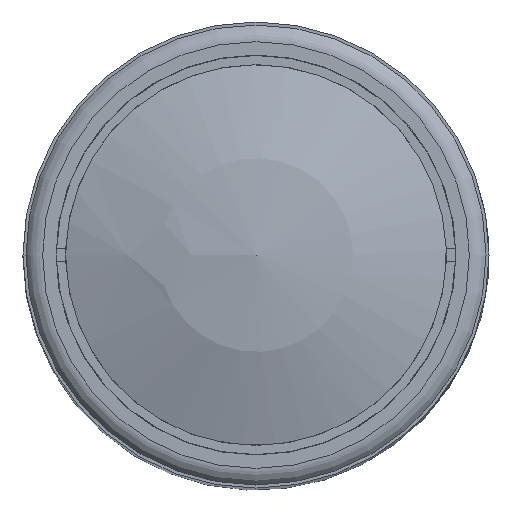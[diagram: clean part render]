
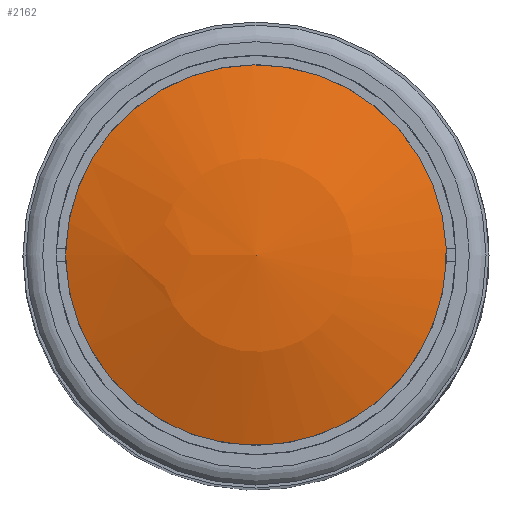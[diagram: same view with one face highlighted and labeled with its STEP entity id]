
A CAD part, top view. The second image highlights one B-rep face of the part: STEP entity #2162.
In plain terms, the highlighted spherical face has radius 40.51 mm.
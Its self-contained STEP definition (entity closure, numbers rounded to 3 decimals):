
#171=SPHERICAL_SURFACE('',#2369,40.51);
#406=FACE_OUTER_BOUND('',#569,.T.);
#569=EDGE_LOOP('',(#1713));
#973=CIRCLE('',#2359,14.5);
#1130=VERTEX_POINT('',#3758);
#1359=EDGE_CURVE('',#1130,#1130,#973,.T.);
#1713=ORIENTED_EDGE('',*,*,#1359,.T.);
#2162=ADVANCED_FACE('',(#406),#171,.T.);
#2359=AXIS2_PLACEMENT_3D('',#3759,#2741,#2742);
#2369=AXIS2_PLACEMENT_3D('',#3780,#2768,#2769);
#2741=DIRECTION('center_axis',(0.,0.,
1.));
#2742=DIRECTION('ref_axis',(1.,0.,0.));
#2768=DIRECTION('center_axis',(0.,0.,
-1.));
#2769=DIRECTION('ref_axis',(-1.,0.,0.));
#3758=CARTESIAN_POINT('',(-14.5,0.,90.61));
#3759=CARTESIAN_POINT('Origin',(0.,0.,
90.61));
#3780=CARTESIAN_POINT('Origin',(0.,0.,
52.784));
